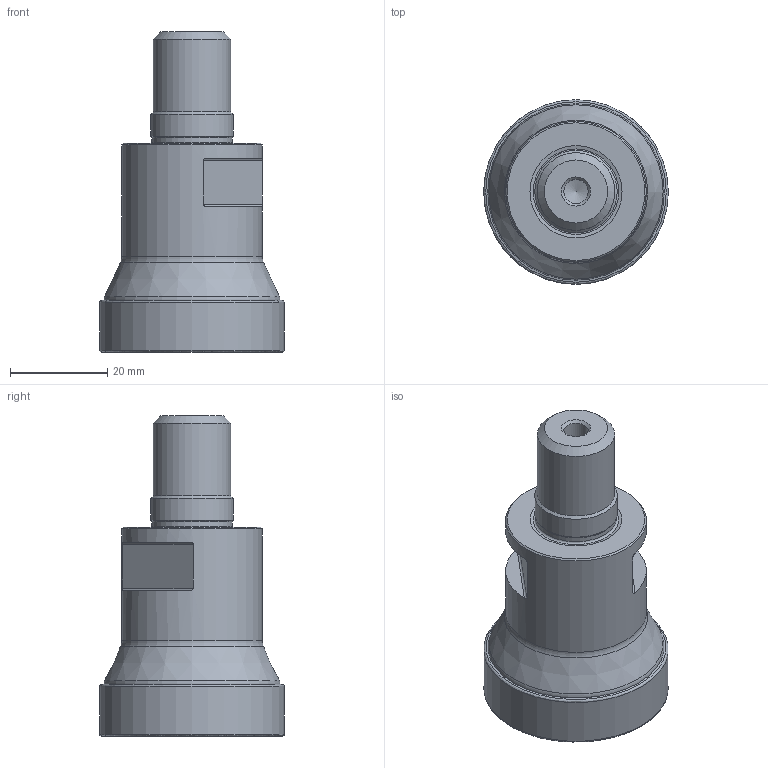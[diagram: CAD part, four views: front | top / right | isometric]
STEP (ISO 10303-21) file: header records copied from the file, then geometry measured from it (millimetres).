
FILE_DESCRIPTION(/* description */ (''),/* implementation_level */ '2;1');
FILE_NAME(/* name */ '202735741ndi000_00.stp',/* time_stamp */ '2019-12-03T10:08:33+01:00',/* author */ (''),/* organization */ (''),/* preprocessor_version */ 'ST-DEVELOPER v16.7',/* originating_system */ 'SIEMENS PLM Software NX 12.0',/* authorisation */ '');
FILE_SCHEMA (('AUTOMOTIVE_DESIGN { 1 0 10303 214 3 1 1 1 }'));
Length unit declared in the file: millimetre
Products named in the file (1): mp5493F8C695xijd
Bounding box: 38.04 x 38.04 x 66 mm (x, y, z)
Volume: 42154.3 mm3; surface area: 11113 mm2
Topology: 2 solids, 2 shells, 61 faces, 127 edges, 72 vertices
Faces by surface type: revolution 16, cone 15, plane 11, cylinder 10, torus 8, bspline 1
Full cylindrical faces by diameter (mm): 5 x1, 16 x1, 16.6 x1, 17 x1, 29 x1, 36.304 x1
Entity records: 1649 total; most frequent: CARTESIAN_POINT 523, DIRECTION 226, ORIENTED_EDGE 148, EDGE_LOOP 112, FACE_BOUND 102, AXIS2_PLACEMENT_3D 99, EDGE_CURVE 74, VERTEX_POINT 67
